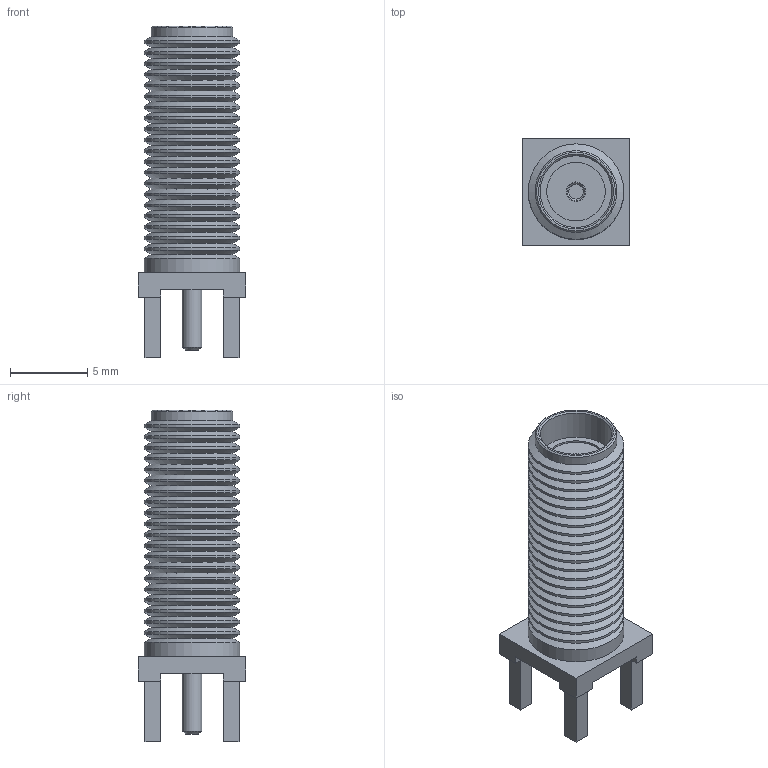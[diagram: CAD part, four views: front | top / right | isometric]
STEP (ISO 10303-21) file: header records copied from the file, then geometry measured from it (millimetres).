
FILE_DESCRIPTION(('FreeCAD Model'),'2;1');
FILE_NAME('SMA_Amphenol_132291_Vertical.step','2018-07-09T19:39:16',('kicad StepUp'),( 'ksu MCAD'),'Open CASCADE STEP processor 7.2','FreeCAD','Unknown');
FILE_SCHEMA(('AUTOMOTIVE_DESIGN { 1 0 10303 214 1 1 1 1 }'));
Length unit declared in the file: millimetre
Products named in the file (1): SMA_Amphenol_132291_Vertical
Bounding box: 7 x 7 x 21.52 mm (x, y, z)
Volume: 468.2 mm3; surface area: 734.7 mm2
Topology: 1 solids, 1 shells, 137 faces, 287 edges, 159 vertices
Faces by surface type: cylinder 47, cone 45, plane 45
Full cylindrical faces by diameter (mm): 0.96 x1, 1.27 x1, 3.8 x1, 4.06 x1, 4.65 x1, 5.3 x21, 6.19 x21
Entity records: 4516 total; most frequent: DIRECTION 662, CARTESIAN_POINT 584, ORIENTED_EDGE 574, EDGE_CURVE 287, AXIS2_PLACEMENT_3D 237, LINE 188, VECTOR 188, VERTEX_POINT 159
